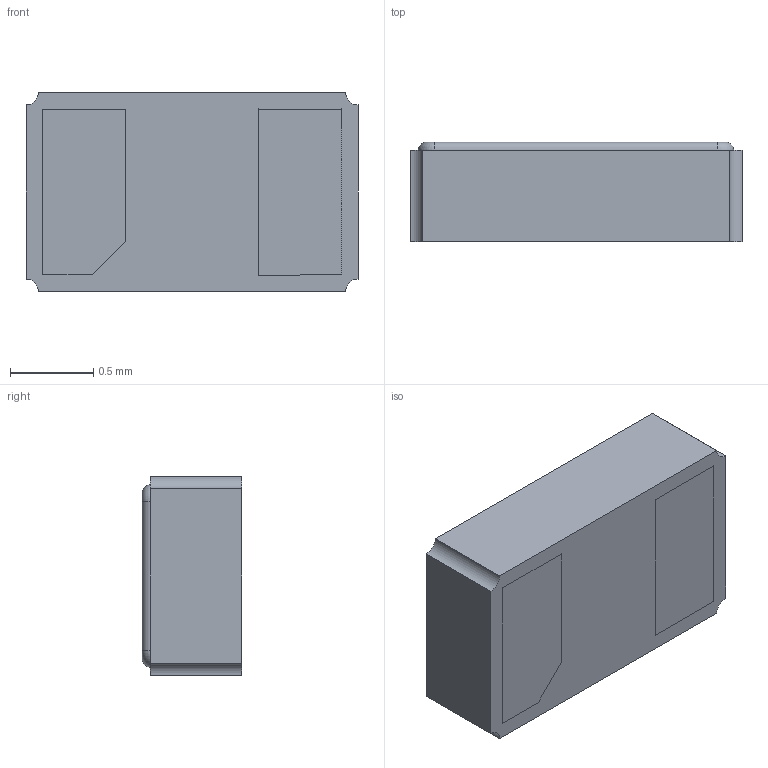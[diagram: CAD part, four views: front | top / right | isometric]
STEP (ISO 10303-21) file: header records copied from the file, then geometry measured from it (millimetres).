
FILE_DESCRIPTION (( 'STEP AP214' ), '1' );
FILE_NAME ('ABS06-107-32.768KHZ-T.STEP', '2020-04-15T09:15:40', ( '' ), ( '' ), 'SwSTEP 2.0', 'SolidWorks 2017', '' );
FILE_SCHEMA (( 'AUTOMOTIVE_DESIGN' ));
Length unit declared in the file: millimetre
Products named in the file (1): ABS06-107-32.768KHZ-T
Bounding box: 2 x 0.6 x 1.2 mm (x, y, z)
Volume: 1.4 mm3; surface area: 15.7 mm2
Topology: 4 solids, 4 shells, 44 faces, 102 edges, 68 vertices
Faces by surface type: plane 32, cylinder 8, torus 4
Entity records: 1311 total; most frequent: DIRECTION 216, CARTESIAN_POINT 215, ORIENTED_EDGE 204, EDGE_CURVE 102, LINE 78, VECTOR 78, AXIS2_PLACEMENT_3D 69, VERTEX_POINT 68
